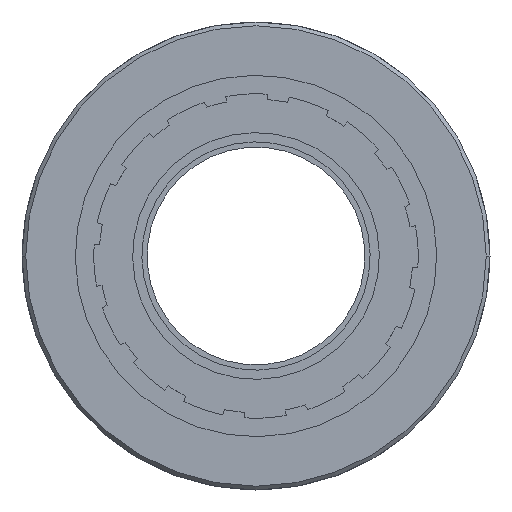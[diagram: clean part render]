
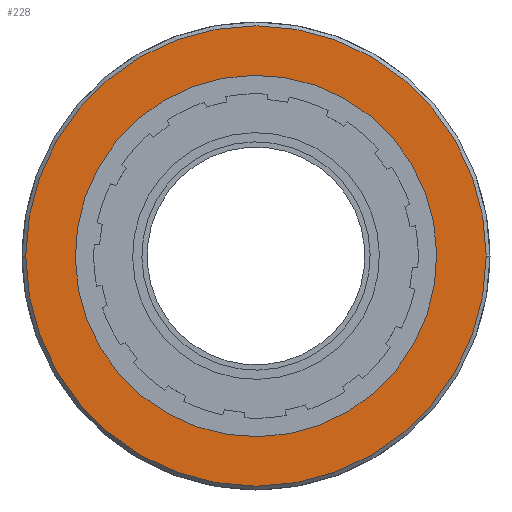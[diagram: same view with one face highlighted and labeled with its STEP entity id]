
A CAD part, front view. The second image highlights one B-rep face of the part: STEP entity #228.
In plain terms, the highlighted planar face has unit normal (0, -1, 0).
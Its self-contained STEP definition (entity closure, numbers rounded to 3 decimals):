
#228=ADVANCED_FACE('',(#595,#596),#597,.F.);
#595=FACE_OUTER_BOUND('',#1125,.T.);
#596=FACE_BOUND('',#1126,.T.);
#597=PLANE('',#1127);
#1125=EDGE_LOOP('',(#1722,#1723));
#1126=EDGE_LOOP('',(#1724,#1725));
#1127=AXIS2_PLACEMENT_3D('',#1726,#1727,#1728);
#1722=ORIENTED_EDGE('',*,*,#3248,.F.);
#1723=ORIENTED_EDGE('',*,*,#3240,.F.);
#1724=ORIENTED_EDGE('',*,*,#3249,.T.);
#1725=ORIENTED_EDGE('',*,*,#3244,.T.);
#1726=CARTESIAN_POINT('',(0.,0.,0.0));
#1727=DIRECTION('',(0.0,1.0,0.0));
#1728=DIRECTION('',(1.0,0.0,-0.0));
#3240=EDGE_CURVE('',#3904,#3906,#3907,.T.);
#3244=EDGE_CURVE('',#3913,#3910,#3914,.T.);
#3248=EDGE_CURVE('',#3906,#3904,#3919,.T.);
#3249=EDGE_CURVE('',#3910,#3913,#3920,.T.);
#3904=VERTEX_POINT('',#4964);
#3906=VERTEX_POINT('',#4967);
#3907=CIRCLE('',#4968,41.85);
#3910=VERTEX_POINT('',#4972);
#3913=VERTEX_POINT('',#4976);
#3914=CIRCLE('',#4977,31.375);
#3919=CIRCLE('',#4983,41.85);
#3920=CIRCLE('',#4984,31.375);
#4964=CARTESIAN_POINT('',(41.85,0.,0.));
#4967=CARTESIAN_POINT('',(-41.85,0.,0.));
#4968=AXIS2_PLACEMENT_3D('',#6361,#6362,#6363);
#4972=CARTESIAN_POINT('',(31.375,0.,0.));
#4976=CARTESIAN_POINT('',(-31.375,0.,0.));
#4977=AXIS2_PLACEMENT_3D('',#6366,#6367,#6368);
#4983=AXIS2_PLACEMENT_3D('',#6373,#6374,#6375);
#4984=AXIS2_PLACEMENT_3D('',#6376,#6377,#6378);
#6361=CARTESIAN_POINT('',(0.0,0.,0.0));
#6362=DIRECTION('',(-0.0,1.0,0.0));
#6363=DIRECTION('',(1.0,0.0,0.0));
#6366=CARTESIAN_POINT('',(0.0,0.,0.0));
#6367=DIRECTION('',(0.0,1.0,0.0));
#6368=DIRECTION('',(-1.0,0.0,0.0));
#6373=CARTESIAN_POINT('',(0.0,0.,0.0));
#6374=DIRECTION('',(-0.0,1.0,0.0));
#6375=DIRECTION('',(1.0,0.0,0.0));
#6376=CARTESIAN_POINT('',(0.0,0.,0.0));
#6377=DIRECTION('',(0.0,1.0,0.0));
#6378=DIRECTION('',(-1.0,0.0,0.0));
